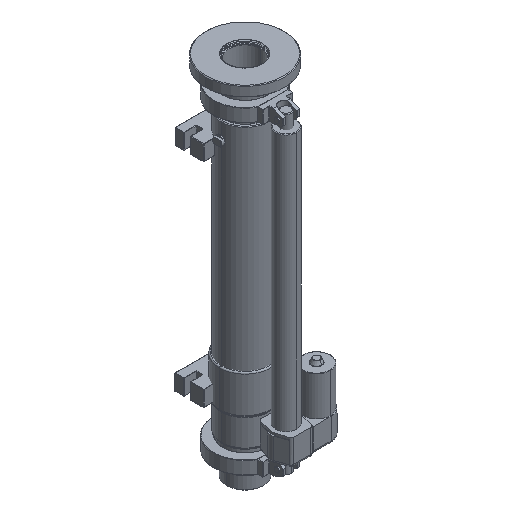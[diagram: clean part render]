
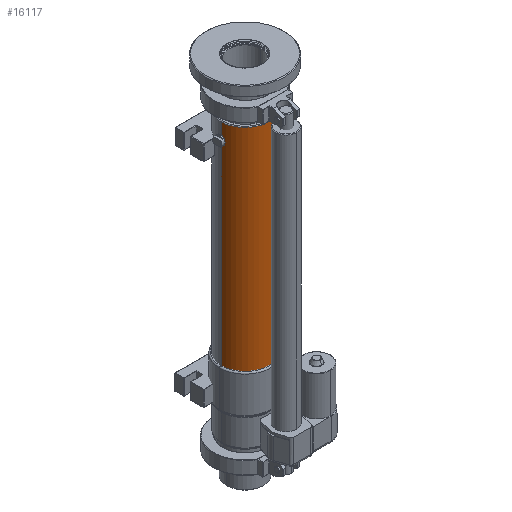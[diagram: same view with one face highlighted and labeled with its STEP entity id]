
A CAD part, isometric view. The second image highlights one B-rep face of the part: STEP entity #16117.
In plain terms, the highlighted cylindrical face has radius 57.15 mm (diameter 114.3 mm), a partial arc.
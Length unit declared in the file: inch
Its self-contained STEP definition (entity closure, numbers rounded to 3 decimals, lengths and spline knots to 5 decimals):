
#2612 = AXIS2_PLACEMENT_3D ( 'NONE', #5173, #5172, #5171 ) ;
#4430 = FACE_OUTER_BOUND ( 'NONE', #17590, .T. ) ;
#4433 = CYLINDRICAL_SURFACE ( 'NONE', #2612, 2.25 ) ;
#5171 = DIRECTION ( 'NONE',  ( 1., 0., 0. ) ) ;
#5172 = DIRECTION ( 'NONE',  ( 0., 0., 1. ) ) ;
#5173 = CARTESIAN_POINT ( 'NONE',  ( 0., 0., -10.96875 ) ) ;
#7573 = CARTESIAN_POINT ( 'NONE',  ( 2.25, 0., 10.8125 ) ) ;
#7604 = CARTESIAN_POINT ( 'NONE',  ( -2.25, 0., 10.8125 ) ) ;
#7622 = CARTESIAN_POINT ( 'NONE',  ( 2.25, 0., -9.4355 ) ) ;
#7623 = CARTESIAN_POINT ( 'NONE',  ( -2.25, 0., -9.4355 ) ) ;
#14075 = EDGE_CURVE ( 'NONE', #17772, #17715, #21282, .T. ) ;
#14078 = EDGE_CURVE ( 'NONE', #17807, #17772, #21285, .T. ) ;
#14079 = EDGE_CURVE ( 'NONE', #17805, #17807, #21289, .T. ) ;
#14080 = EDGE_CURVE ( 'NONE', #17805, #17715, #21283, .T. ) ;
#16117 = ADVANCED_FACE ( 'NONE', ( #4430 ), #4433, .T. ) ;
#17590 = EDGE_LOOP ( 'NONE', ( #25337, #25338, #25339, #25340 ) ) ;
#17715 = VERTEX_POINT ( 'NONE', #7573 ) ;
#17772 = VERTEX_POINT ( 'NONE', #7604 ) ;
#17805 = VERTEX_POINT ( 'NONE', #7622 ) ;
#17807 = VERTEX_POINT ( 'NONE', #7623 ) ;
#19800 = AXIS2_PLACEMENT_3D ( 'NONE', #22371, #22380, #22381 ) ;
#19802 = AXIS2_PLACEMENT_3D ( 'NONE', #22388, #22390, #22391 ) ;
#21279 = VECTOR ( 'NONE', #22389, 39.37008 ) ;
#21282 = CIRCLE ( 'NONE', #19800, 2.25 ) ;
#21283 = LINE ( 'NONE', #22392, #21284 ) ;
#21284 = VECTOR ( 'NONE', #22393, 39.37008 ) ;
#21285 = LINE ( 'NONE', #22383, #21279 ) ;
#21289 = CIRCLE ( 'NONE', #19802, 2.25 ) ;
#22371 = CARTESIAN_POINT ( 'NONE',  ( 0., 0., 10.8125 ) ) ;
#22380 = DIRECTION ( 'NONE',  ( 0., 0., -1. ) ) ;
#22381 = DIRECTION ( 'NONE',  ( -1., 0., 0. ) ) ;
#22383 = CARTESIAN_POINT ( 'NONE',  ( -2.25, 0., -10.96875 ) ) ;
#22388 = CARTESIAN_POINT ( 'NONE',  ( 0., 0., -9.4355 ) ) ;
#22389 = DIRECTION ( 'NONE',  ( 0., 0., 1. ) ) ;
#22390 = DIRECTION ( 'NONE',  ( 0., 0., 1. ) ) ;
#22391 = DIRECTION ( 'NONE',  ( 1., 0., 0. ) ) ;
#22392 = CARTESIAN_POINT ( 'NONE',  ( 2.25, 0., -10.96875 ) ) ;
#22393 = DIRECTION ( 'NONE',  ( 0., 0., 1. ) ) ;
#25337 = ORIENTED_EDGE ( 'NONE', *, *, #14079, .T. ) ;
#25338 = ORIENTED_EDGE ( 'NONE', *, *, #14078, .T. ) ;
#25339 = ORIENTED_EDGE ( 'NONE', *, *, #14075, .T. ) ;
#25340 = ORIENTED_EDGE ( 'NONE', *, *, #14080, .F. ) ;
